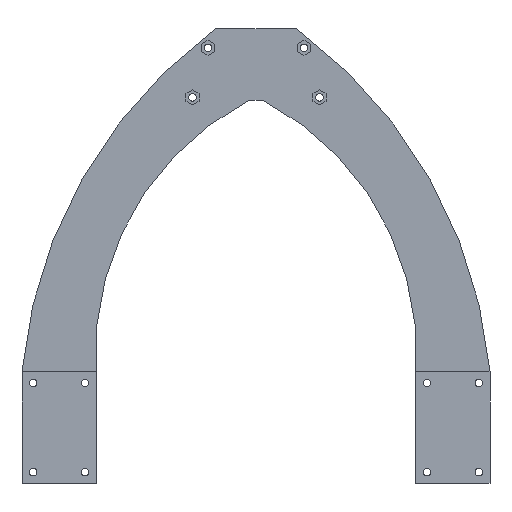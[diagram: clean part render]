
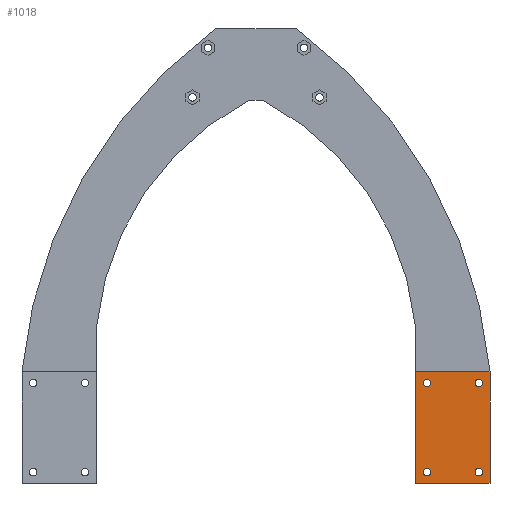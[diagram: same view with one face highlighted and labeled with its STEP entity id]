
A CAD part, front view. The second image highlights one B-rep face of the part: STEP entity #1018.
In plain terms, the highlighted planar face has unit normal (0, -1, 0).
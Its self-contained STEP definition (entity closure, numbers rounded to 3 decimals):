
#15 = EDGE_CURVE ( 'NONE', #618, #965, #1979, .T. ) ;
#29 = DIRECTION ( 'NONE',  ( 0., 0., 1. ) ) ;
#34 = LINE ( 'NONE', #1533, #1112 ) ;
#37 = CIRCLE ( 'NONE', #103, 1.7 ) ;
#63 = CIRCLE ( 'NONE', #1538, 1.7 ) ;
#103 = AXIS2_PLACEMENT_3D ( 'NONE', #2401, #1846, #2031 ) ;
#112 = EDGE_CURVE ( 'NONE', #1863, #1530, #1188, .T. ) ;
#124 = CIRCLE ( 'NONE', #1799, 1.7 ) ;
#129 = LINE ( 'NONE', #912, #1456 ) ;
#148 = CARTESIAN_POINT ( 'NONE',  ( 76.747, 5., 49.3 ) ) ;
#202 = DIRECTION ( 'NONE',  ( 0., 1., 0. ) ) ;
#241 = DIRECTION ( 'NONE',  ( 0., 0., 1. ) ) ;
#258 = CIRCLE ( 'NONE', #1102, 1.7 ) ;
#301 = EDGE_LOOP ( 'NONE', ( #1164, #444 ) ) ;
#345 = DIRECTION ( 'NONE',  ( 0., 1., 0. ) ) ;
#359 = CARTESIAN_POINT ( 'NONE',  ( 76.747, 5., 51. ) ) ;
#366 = VERTEX_POINT ( 'NONE', #667 ) ;
#384 = DIRECTION ( 'NONE',  ( 0., 1., 0. ) ) ;
#396 = DIRECTION ( 'NONE',  ( 0., 0., 1. ) ) ;
#397 = DIRECTION ( 'NONE',  ( 0., 0., 1. ) ) ;
#444 = ORIENTED_EDGE ( 'NONE', *, *, #1988, .T. ) ;
#451 = ORIENTED_EDGE ( 'NONE', *, *, #2448, .T. ) ;
#506 = VERTEX_POINT ( 'NONE', #1715 ) ;
#510 = AXIS2_PLACEMENT_3D ( 'NONE', #2320, #1182, #1935 ) ;
#551 = FACE_OUTER_BOUND ( 'NONE', #1845, .T. ) ;
#564 = DIRECTION ( 'NONE',  ( 0., 0., 1. ) ) ;
#574 = DIRECTION ( 'NONE',  ( 0., 1., 0. ) ) ;
#618 = VERTEX_POINT ( 'NONE', #2103 ) ;
#656 = DIRECTION ( 'NONE',  ( -1., 0., 0. ) ) ;
#667 = CARTESIAN_POINT ( 'NONE',  ( 100., 5., 52.7 ) ) ;
#679 = EDGE_CURVE ( 'NONE', #506, #951, #959, .T. ) ;
#722 = ORIENTED_EDGE ( 'NONE', *, *, #2439, .F. ) ;
#776 = DIRECTION ( 'NONE',  ( 0., 1., 0. ) ) ;
#781 = ORIENTED_EDGE ( 'NONE', *, *, #1940, .T. ) ;
#782 = AXIS2_PLACEMENT_3D ( 'NONE', #1522, #2277, #564 ) ;
#796 = ORIENTED_EDGE ( 'NONE', *, *, #112, .T. ) ;
#819 = DIRECTION ( 'NONE',  ( -1., 0., 0. ) ) ;
#831 = CARTESIAN_POINT ( 'NONE',  ( 105., 5., 6. ) ) ;
#861 = EDGE_CURVE ( 'NONE', #366, #1500, #37, .T. ) ;
#870 = CIRCLE ( 'NONE', #782, 1.7 ) ;
#890 = DIRECTION ( 'NONE',  ( 0., 0., -1. ) ) ;
#901 = ORIENTED_EDGE ( 'NONE', *, *, #1101, .F. ) ;
#912 = CARTESIAN_POINT ( 'NONE',  ( 105., 5., 6. ) ) ;
#928 = FACE_BOUND ( 'NONE', #301, .T. ) ;
#945 = CIRCLE ( 'NONE', #2167, 1.7 ) ;
#951 = VERTEX_POINT ( 'NONE', #1722 ) ;
#959 = CIRCLE ( 'NONE', #510, 1.7 ) ;
#965 = VERTEX_POINT ( 'NONE', #148 ) ;
#983 = CARTESIAN_POINT ( 'NONE',  ( 76.747, 5., 51. ) ) ;
#1018 = ADVANCED_FACE ( 'NONE', ( #1685, #928, #1318, #2055, #551 ), #1882, .F. ) ;
#1048 = EDGE_CURVE ( 'NONE', #1500, #366, #870, .T. ) ;
#1071 = EDGE_LOOP ( 'NONE', ( #2214, #1874 ) ) ;
#1101 = EDGE_CURVE ( 'NONE', #2032, #1530, #34, .T. ) ;
#1102 = AXIS2_PLACEMENT_3D ( 'NONE', #1302, #202, #241 ) ;
#1112 = VECTOR ( 'NONE', #1734, 1000. ) ;
#1119 = DIRECTION ( 'NONE',  ( 0., 0., 1. ) ) ;
#1135 = DIRECTION ( 'NONE',  ( 0., 0., 1. ) ) ;
#1160 = CARTESIAN_POINT ( 'NONE',  ( 71.747, 5., 6. ) ) ;
#1164 = ORIENTED_EDGE ( 'NONE', *, *, #15, .T. ) ;
#1182 = DIRECTION ( 'NONE',  ( 0., 1., 0. ) ) ;
#1188 = LINE ( 'NONE', #1375, #1684 ) ;
#1231 = AXIS2_PLACEMENT_3D ( 'NONE', #359, #776, #1135 ) ;
#1236 = EDGE_CURVE ( 'NONE', #1725, #1840, #124, .T. ) ;
#1274 = AXIS2_PLACEMENT_3D ( 'NONE', #2042, #345, #1119 ) ;
#1302 = CARTESIAN_POINT ( 'NONE',  ( 100., 5., 11. ) ) ;
#1315 = ORIENTED_EDGE ( 'NONE', *, *, #1236, .T. ) ;
#1318 = FACE_BOUND ( 'NONE', #1071, .T. ) ;
#1353 = ORIENTED_EDGE ( 'NONE', *, *, #1413, .F. ) ;
#1374 = CARTESIAN_POINT ( 'NONE',  ( 76.747, 5., 11. ) ) ;
#1375 = CARTESIAN_POINT ( 'NONE',  ( 105., 5., 56. ) ) ;
#1377 = ORIENTED_EDGE ( 'NONE', *, *, #679, .T. ) ;
#1380 = CARTESIAN_POINT ( 'NONE',  ( 100., 5., 12.7 ) ) ;
#1387 = DIRECTION ( 'NONE',  ( 0., 1., 0. ) ) ;
#1413 = EDGE_CURVE ( 'NONE', #1863, #2084, #2199, .T. ) ;
#1456 = VECTOR ( 'NONE', #656, 1000. ) ;
#1500 = VERTEX_POINT ( 'NONE', #2391 ) ;
#1522 = CARTESIAN_POINT ( 'NONE',  ( 100., 5., 51. ) ) ;
#1530 = VERTEX_POINT ( 'NONE', #1713 ) ;
#1533 = CARTESIAN_POINT ( 'NONE',  ( 71.747, 5., -19. ) ) ;
#1538 = AXIS2_PLACEMENT_3D ( 'NONE', #983, #1387, #397 ) ;
#1546 = EDGE_LOOP ( 'NONE', ( #781, #1377 ) ) ;
#1618 = CARTESIAN_POINT ( 'NONE',  ( 100., 5., 9.3 ) ) ;
#1624 = CARTESIAN_POINT ( 'NONE',  ( 105., 5., 56. ) ) ;
#1684 = VECTOR ( 'NONE', #819, 1000. ) ;
#1685 = FACE_BOUND ( 'NONE', #1546, .T. ) ;
#1713 = CARTESIAN_POINT ( 'NONE',  ( 71.747, 5., 56. ) ) ;
#1715 = CARTESIAN_POINT ( 'NONE',  ( 76.747, 5., 9.3 ) ) ;
#1722 = CARTESIAN_POINT ( 'NONE',  ( 76.747, 5., 12.7 ) ) ;
#1725 = VERTEX_POINT ( 'NONE', #1380 ) ;
#1734 = DIRECTION ( 'NONE',  ( 0., 0., 1. ) ) ;
#1799 = AXIS2_PLACEMENT_3D ( 'NONE', #2094, #384, #396 ) ;
#1831 = CARTESIAN_POINT ( 'NONE',  ( 105., 5., 56. ) ) ;
#1840 = VERTEX_POINT ( 'NONE', #1618 ) ;
#1845 = EDGE_LOOP ( 'NONE', ( #722, #1353, #796, #901 ) ) ;
#1846 = DIRECTION ( 'NONE',  ( 0., 1., 0. ) ) ;
#1863 = VERTEX_POINT ( 'NONE', #1831 ) ;
#1874 = ORIENTED_EDGE ( 'NONE', *, *, #1048, .T. ) ;
#1882 = PLANE ( 'NONE',  #1274 ) ;
#1935 = DIRECTION ( 'NONE',  ( 0., 0., 1. ) ) ;
#1940 = EDGE_CURVE ( 'NONE', #951, #506, #945, .T. ) ;
#1979 = CIRCLE ( 'NONE', #1231, 1.7 ) ;
#1988 = EDGE_CURVE ( 'NONE', #965, #618, #63, .T. ) ;
#2031 = DIRECTION ( 'NONE',  ( 0., 0., 1. ) ) ;
#2032 = VERTEX_POINT ( 'NONE', #1160 ) ;
#2042 = CARTESIAN_POINT ( 'NONE',  ( 105., 5., 56. ) ) ;
#2055 = FACE_BOUND ( 'NONE', #2063, .T. ) ;
#2063 = EDGE_LOOP ( 'NONE', ( #1315, #451 ) ) ;
#2084 = VERTEX_POINT ( 'NONE', #831 ) ;
#2094 = CARTESIAN_POINT ( 'NONE',  ( 100., 5., 11. ) ) ;
#2103 = CARTESIAN_POINT ( 'NONE',  ( 76.747, 5., 52.7 ) ) ;
#2151 = VECTOR ( 'NONE', #890, 1000. ) ;
#2167 = AXIS2_PLACEMENT_3D ( 'NONE', #1374, #574, #29 ) ;
#2199 = LINE ( 'NONE', #1624, #2151 ) ;
#2214 = ORIENTED_EDGE ( 'NONE', *, *, #861, .T. ) ;
#2277 = DIRECTION ( 'NONE',  ( 0., 1., 0. ) ) ;
#2320 = CARTESIAN_POINT ( 'NONE',  ( 76.747, 5., 11. ) ) ;
#2391 = CARTESIAN_POINT ( 'NONE',  ( 100., 5., 49.3 ) ) ;
#2401 = CARTESIAN_POINT ( 'NONE',  ( 100., 5., 51. ) ) ;
#2439 = EDGE_CURVE ( 'NONE', #2084, #2032, #129, .T. ) ;
#2448 = EDGE_CURVE ( 'NONE', #1840, #1725, #258, .T. ) ;
